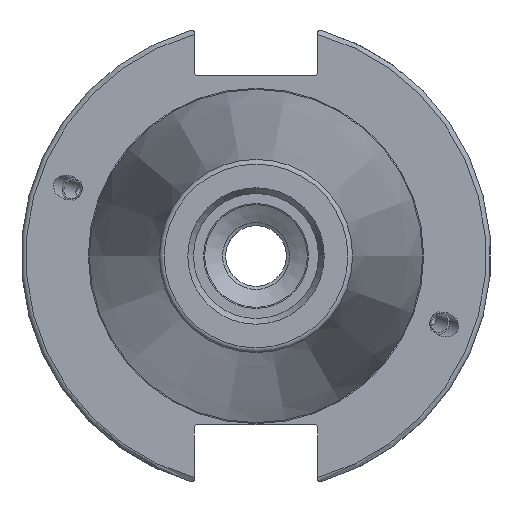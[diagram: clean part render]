
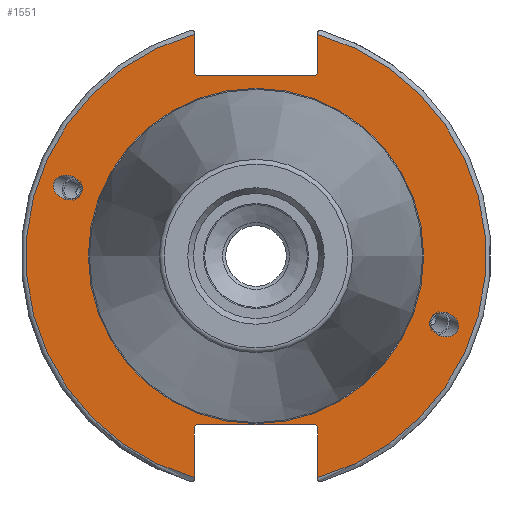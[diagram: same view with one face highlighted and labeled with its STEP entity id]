
A CAD part, left-side view. The second image highlights one B-rep face of the part: STEP entity #1551.
In plain terms, the highlighted planar face has unit normal (-1, 0, 0).
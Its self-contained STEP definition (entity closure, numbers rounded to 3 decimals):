
#31=ELLIPSE('',#1671,3.052,2.5);
#32=ELLIPSE('',#1705,3.052,2.5);
#73=FACE_BOUND('',#262,.T.);
#74=FACE_BOUND('',#263,.T.);
#75=FACE_BOUND('',#264,.T.);
#90=PLANE('',#1719);
#158=FACE_OUTER_BOUND('',#261,.T.);
#261=EDGE_LOOP('',(#1242,#1243,#1244,#1245,#1246,#1247,#1248,#1249,#1250,
#1251,#1252,#1253));
#262=EDGE_LOOP('',(#1254));
#263=EDGE_LOOP('',(#1255));
#264=EDGE_LOOP('',(#1256));
#401=LINE('',#2952,#495);
#402=LINE('',#2954,#496);
#403=LINE('',#2956,#497);
#404=LINE('',#2958,#498);
#405=LINE('',#2960,#499);
#406=LINE('',#2964,#500);
#407=LINE('',#2966,#501);
#408=LINE('',#2968,#502);
#409=LINE('',#2970,#503);
#410=LINE('',#2971,#504);
#495=VECTOR('',#2042,10.);
#496=VECTOR('',#2043,10.);
#497=VECTOR('',#2044,10.);
#498=VECTOR('',#2045,10.);
#499=VECTOR('',#2046,10.);
#500=VECTOR('',#2049,10.);
#501=VECTOR('',#2050,10.);
#502=VECTOR('',#2051,10.);
#503=VECTOR('',#2052,10.);
#504=VECTOR('',#2053,10.);
#595=CIRCLE('',#1717,35.125);
#597=CIRCLE('',#1720,48.213);
#598=CIRCLE('',#1721,48.213);
#680=VERTEX_POINT('',#2661);
#718=VERTEX_POINT('',#2920);
#725=VERTEX_POINT('',#2943);
#726=VERTEX_POINT('',#2948);
#727=VERTEX_POINT('',#2949);
#728=VERTEX_POINT('',#2951);
#729=VERTEX_POINT('',#2953);
#730=VERTEX_POINT('',#2955);
#731=VERTEX_POINT('',#2957);
#732=VERTEX_POINT('',#2959);
#733=VERTEX_POINT('',#2961);
#734=VERTEX_POINT('',#2963);
#735=VERTEX_POINT('',#2965);
#736=VERTEX_POINT('',#2967);
#737=VERTEX_POINT('',#2969);
#853=EDGE_CURVE('',#680,#680,#31,.T.);
#904=EDGE_CURVE('',#718,#718,#32,.T.);
#915=EDGE_CURVE('',#725,#725,#595,.T.);
#917=EDGE_CURVE('',#726,#727,#597,.T.);
#918=EDGE_CURVE('',#726,#728,#401,.T.);
#919=EDGE_CURVE('',#729,#728,#402,.T.);
#920=EDGE_CURVE('',#729,#730,#403,.T.);
#921=EDGE_CURVE('',#731,#730,#404,.T.);
#922=EDGE_CURVE('',#731,#732,#405,.T.);
#923=EDGE_CURVE('',#733,#732,#598,.T.);
#924=EDGE_CURVE('',#733,#734,#406,.T.);
#925=EDGE_CURVE('',#735,#734,#407,.T.);
#926=EDGE_CURVE('',#735,#736,#408,.T.);
#927=EDGE_CURVE('',#737,#736,#409,.T.);
#928=EDGE_CURVE('',#737,#727,#410,.T.);
#1242=ORIENTED_EDGE('',*,*,#917,.F.);
#1243=ORIENTED_EDGE('',*,*,#918,.T.);
#1244=ORIENTED_EDGE('',*,*,#919,.F.);
#1245=ORIENTED_EDGE('',*,*,#920,.T.);
#1246=ORIENTED_EDGE('',*,*,#921,.F.);
#1247=ORIENTED_EDGE('',*,*,#922,.T.);
#1248=ORIENTED_EDGE('',*,*,#923,.F.);
#1249=ORIENTED_EDGE('',*,*,#924,.T.);
#1250=ORIENTED_EDGE('',*,*,#925,.F.);
#1251=ORIENTED_EDGE('',*,*,#926,.T.);
#1252=ORIENTED_EDGE('',*,*,#927,.F.);
#1253=ORIENTED_EDGE('',*,*,#928,.T.);
#1254=ORIENTED_EDGE('',*,*,#853,.T.);
#1255=ORIENTED_EDGE('',*,*,#904,.T.);
#1256=ORIENTED_EDGE('',*,*,#915,.F.);
#1551=ADVANCED_FACE('',(#158,#73,#74,#75),#90,.T.);
#1671=AXIS2_PLACEMENT_3D('',#2663,#1922,#1923);
#1705=AXIS2_PLACEMENT_3D('',#2922,#2006,#2007);
#1717=AXIS2_PLACEMENT_3D('',#2945,#2034,#2035);
#1719=AXIS2_PLACEMENT_3D('',#2947,#2038,#2039);
#1720=AXIS2_PLACEMENT_3D('',#2950,#2040,#2041);
#1721=AXIS2_PLACEMENT_3D('',#2962,#2047,#2048);
#1922=DIRECTION('center_axis',(1.,0.,0.));
#1923=DIRECTION('ref_axis',(0.,-0.94,-0.342));
#2006=DIRECTION('center_axis',(1.,0.,0.));
#2007=DIRECTION('ref_axis',(0.,0.94,0.342));
#2034=DIRECTION('center_axis',(-1.,0.,0.));
#2035=DIRECTION('ref_axis',(0.,-1.,0.));
#2038=DIRECTION('center_axis',(-1.,0.,0.));
#2039=DIRECTION('ref_axis',(0.,0.,1.));
#2040=DIRECTION('center_axis',(1.,0.,0.));
#2041=DIRECTION('ref_axis',(0.,-1.,0.));
#2042=DIRECTION('',(0.,0.,-1.));
#2043=DIRECTION('',(0.,-0.707,0.707));
#2044=DIRECTION('',(0.,1.,0.));
#2045=DIRECTION('',(0.,-0.707,-0.707));
#2046=DIRECTION('',(0.,0.,1.));
#2047=DIRECTION('center_axis',(1.,0.,0.));
#2048=DIRECTION('ref_axis',(0.,1.,0.));
#2049=DIRECTION('',(0.,0.,1.));
#2050=DIRECTION('',(0.,0.707,-0.707));
#2051=DIRECTION('',(0.,-1.,0.));
#2052=DIRECTION('',(0.,0.707,0.707));
#2053=DIRECTION('',(0.,0.,-1.));
#2661=CARTESIAN_POINT('',(3.175,-36.599,-13.321));
#2663=CARTESIAN_POINT('Origin',(3.175,-39.467,-14.365));
#2920=CARTESIAN_POINT('',(3.175,36.599,13.321));
#2922=CARTESIAN_POINT('Origin',(3.175,39.467,14.365));
#2943=CARTESIAN_POINT('',(3.175,0.,35.125));
#2945=CARTESIAN_POINT('Origin',(3.175,0.,0.));
#2947=CARTESIAN_POINT('Origin',(3.175,49.213,0.));
#2948=CARTESIAN_POINT('',(3.175,-12.95,46.441));
#2949=CARTESIAN_POINT('',(3.175,-12.95,-46.441));
#2950=CARTESIAN_POINT('Origin',(3.175,0.,0.));
#2951=CARTESIAN_POINT('',(3.175,-12.95,38.219));
#2952=CARTESIAN_POINT('',(3.175,-12.95,18.86));
#2953=CARTESIAN_POINT('',(3.175,-12.45,37.719));
#2954=CARTESIAN_POINT('',(3.175,12.27,12.999));
#2955=CARTESIAN_POINT('',(3.175,12.45,37.719));
#2956=CARTESIAN_POINT('',(3.175,24.606,37.719));
#2957=CARTESIAN_POINT('',(3.175,12.95,38.219));
#2958=CARTESIAN_POINT('',(3.175,12.336,37.605));
#2959=CARTESIAN_POINT('',(3.175,12.95,46.441));
#2960=CARTESIAN_POINT('',(3.175,12.95,18.86));
#2961=CARTESIAN_POINT('',(3.175,12.95,-46.441));
#2962=CARTESIAN_POINT('Origin',(3.175,0.,0.));
#2963=CARTESIAN_POINT('',(3.175,12.95,-35.806));
#2964=CARTESIAN_POINT('',(3.175,12.95,-17.653));
#2965=CARTESIAN_POINT('',(3.175,12.45,-35.306));
#2966=CARTESIAN_POINT('',(3.175,12.939,-35.795));
#2967=CARTESIAN_POINT('',(3.175,-12.45,-35.306));
#2968=CARTESIAN_POINT('',(3.175,24.606,-35.306));
#2969=CARTESIAN_POINT('',(3.175,-12.95,-35.806));
#2970=CARTESIAN_POINT('',(3.175,11.667,-11.189));
#2971=CARTESIAN_POINT('',(3.175,-12.95,-17.653));
